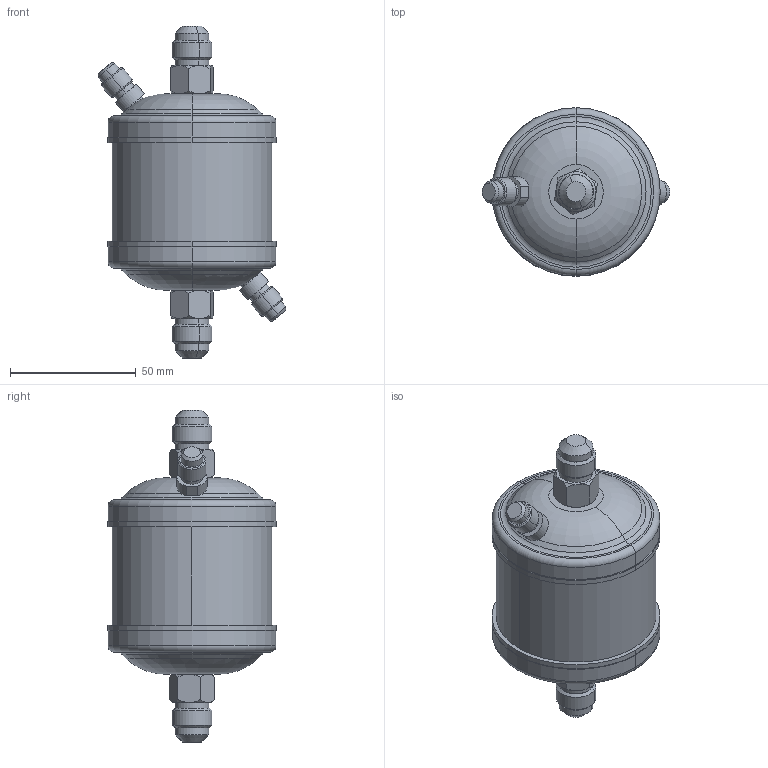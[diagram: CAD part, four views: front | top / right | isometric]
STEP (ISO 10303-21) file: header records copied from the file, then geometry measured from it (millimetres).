
FILE_DESCRIPTION (( 'STEP AP203' ), '1' );
FILE_NAME ('023Z1052R - DAS 053VV.STEP', '2023-05-29T06:11:54', ( '' ), ( '' ), 'SwSTEP 2.0', 'SolidWorks 2020', '' );
FILE_SCHEMA (( 'CONFIG_CONTROL_DESIGN' ));
Length unit declared in the file: millimetre
Products named in the file (1): 023Z1052R - DAS 053VV
Bounding box: 74.7 x 67 x 132 mm (x, y, z)
Volume: 241811.9 mm3; surface area: 24525 mm2
Topology: 1 solids, 1 shells, 152 faces, 316 edges, 188 vertices
Faces by surface type: cone 52, cylinder 44, plane 40, torus 16
Entity records: 4429 total; most frequent: CARTESIAN_POINT 1089, DIRECTION 738, ORIENTED_EDGE 632, AXIS2_PLACEMENT_3D 321, EDGE_CURVE 316, VERTEX_POINT 188, EDGE_LOOP 174, CIRCLE 168
